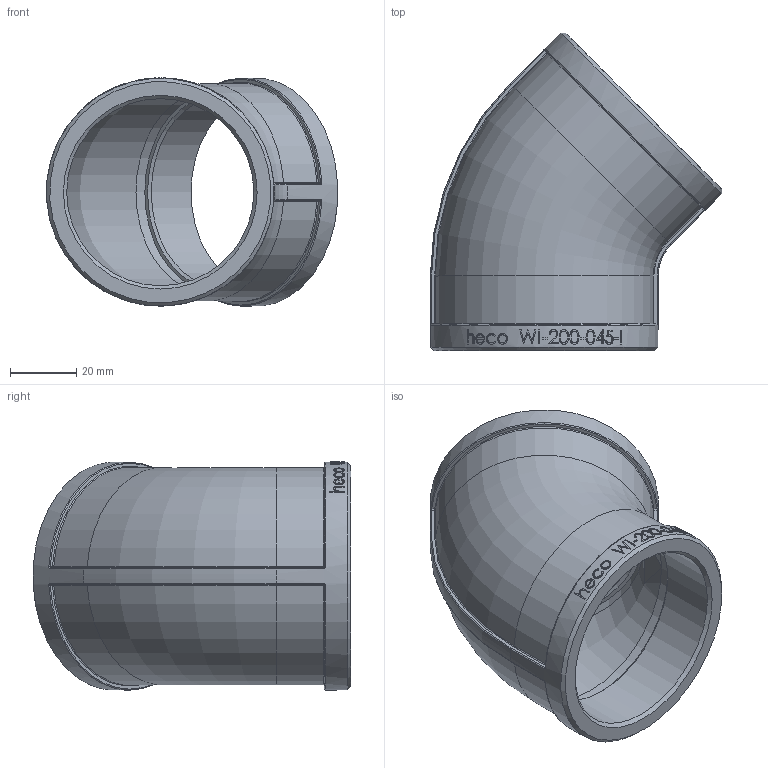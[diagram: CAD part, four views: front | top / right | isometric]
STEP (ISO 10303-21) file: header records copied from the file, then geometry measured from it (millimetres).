
FILE_DESCRIPTION (( 'STEP AP214' ), '1' );
FILE_NAME ('heco_WI-200-045-I.STEP', '2015-11-02T13:53:36', ( 'test' ), ( '' ), 'SwSTEP 2.0', 'SolidWorks 2011', '' );
FILE_SCHEMA (( 'AUTOMOTIVE_DESIGN' ));
Length unit declared in the file: millimetre
Products named in the file (1): heco_WI-200-045-I
Bounding box: 88.18 x 96.18 x 69.1 mm (x, y, z)
Volume: 63845.8 mm3; surface area: 36085.5 mm2
Topology: 1 solids, 1 shells, 260 faces, 638 edges, 404 vertices
Faces by surface type: bspline 101, plane 68, cylinder 56, torus 21, sphere 8, cone 6
Full cylindrical faces by diameter (mm): 56.656 x2, 60.6 x2, 69 x2
Entity records: 25388 total; most frequent: CARTESIAN_POINT 17262, ORIENTED_EDGE 1244, DIRECTION 772, EDGE_CURVE 622, VERTEX_POINT 400, B_SPLINE_CURVE_WITH_KNOTS 330, AXIS2_PLACEMENT_3D 320, EDGE_LOOP 298
